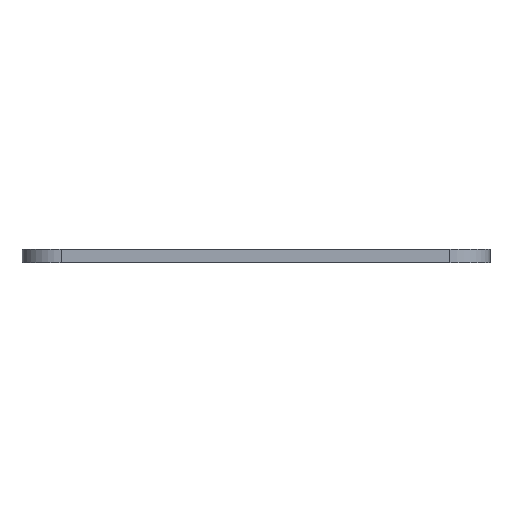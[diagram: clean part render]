
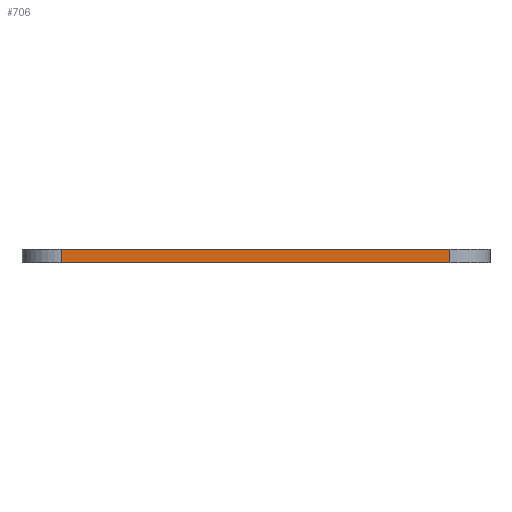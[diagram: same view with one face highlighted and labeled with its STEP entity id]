
A CAD part, left-side view. The second image highlights one B-rep face of the part: STEP entity #706.
In plain terms, the highlighted planar face has unit normal (-1, 0, 0).
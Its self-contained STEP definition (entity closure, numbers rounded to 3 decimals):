
#102=FACE_OUTER_BOUND('',#138,.T.);
#138=EDGE_LOOP('',(#513,#514,#515,#516));
#200=LINE('',#1096,#262);
#202=LINE('',#1102,#264);
#203=LINE('',#1104,#265);
#204=LINE('',#1105,#266);
#262=VECTOR('',#878,10.);
#264=VECTOR('',#884,10.);
#265=VECTOR('',#885,10.);
#266=VECTOR('',#886,10.);
#326=VERTEX_POINT('',#1093);
#327=VERTEX_POINT('',#1095);
#329=VERTEX_POINT('',#1101);
#330=VERTEX_POINT('',#1103);
#401=EDGE_CURVE('',#327,#326,#200,.T.);
#404=EDGE_CURVE('',#326,#329,#202,.T.);
#405=EDGE_CURVE('',#330,#329,#203,.T.);
#406=EDGE_CURVE('',#327,#330,#204,.T.);
#513=ORIENTED_EDGE('',*,*,#404,.T.);
#514=ORIENTED_EDGE('',*,*,#405,.F.);
#515=ORIENTED_EDGE('',*,*,#406,.F.);
#516=ORIENTED_EDGE('',*,*,#401,.T.);
#685=PLANE('',#766);
#706=ADVANCED_FACE('',(#102),#685,.T.);
#766=AXIS2_PLACEMENT_3D('',#1100,#882,#883);
#878=DIRECTION('',(0.,0.,1.));
#882=DIRECTION('center_axis',(-1.,0.,0.));
#883=DIRECTION('ref_axis',(0.,-1.,0.));
#884=DIRECTION('',(0.,1.,0.));
#885=DIRECTION('',(0.,0.,1.));
#886=DIRECTION('',(0.,1.,0.));
#1093=CARTESIAN_POINT('',(58.251,-187.203,12.6));
#1095=CARTESIAN_POINT('',(58.251,-187.203,9.6));
#1096=CARTESIAN_POINT('',(58.251,-187.203,9.6));
#1100=CARTESIAN_POINT('Origin',(58.251,-97.532,9.6));
#1101=CARTESIAN_POINT('',(58.251,-97.532,12.6));
#1102=CARTESIAN_POINT('',(58.251,-120.005,12.6));
#1103=CARTESIAN_POINT('',(58.251,-97.532,9.6));
#1104=CARTESIAN_POINT('',(58.251,-97.532,9.6));
#1105=CARTESIAN_POINT('',(58.251,-120.005,9.6));
